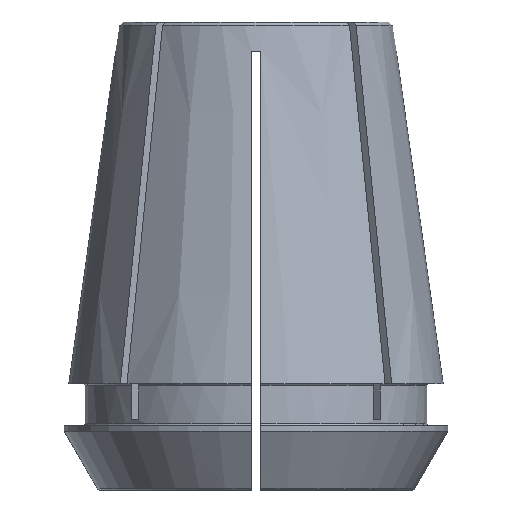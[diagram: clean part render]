
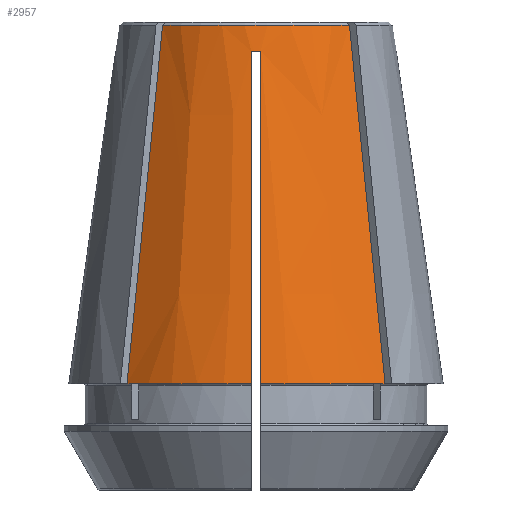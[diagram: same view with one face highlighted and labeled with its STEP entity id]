
A CAD part, front view. The second image highlights one B-rep face of the part: STEP entity #2957.
In plain terms, the highlighted conical face has half-angle 8 degrees and reference radius 11.657 mm.
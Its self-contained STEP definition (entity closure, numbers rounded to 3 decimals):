
#144=B_SPLINE_CURVE_WITH_KNOTS('',3,(#4509,#4510,#4511,#4512,#4513,#4514,
#4515,#4516,#4517,#4518),.UNSPECIFIED.,.F.,.F.,(4,3,3,4),(0.018,
0.022,0.044,0.047),.UNSPECIFIED.);
#147=B_SPLINE_CURVE_WITH_KNOTS('',3,(#4574,#4575,#4576,#4577,#4578,#4579,
#4580),.UNSPECIFIED.,.F.,.F.,(4,3,4),(0.,0.021,
0.031),.UNSPECIFIED.);
#157=B_SPLINE_CURVE_WITH_KNOTS('',3,(#5014,#5015,#5016,#5017),
 .UNSPECIFIED.,.F.,.F.,(4,4),(0.,0.031),
 .UNSPECIFIED.);
#158=B_SPLINE_CURVE_WITH_KNOTS('',3,(#5020,#5021,#5022,#5023,#5024,#5025,
#5026,#5027,#5028,#5029),.UNSPECIFIED.,.F.,.F.,(4,3,3,4),(0.018,
0.022,0.044,0.047),.UNSPECIFIED.);
#228=CIRCLE('',#3081,12.009);
#311=CIRCLE('',#3241,11.699);
#312=CIRCLE('',#3243,16.);
#313=CIRCLE('',#3244,16.);
#828=ORIENTED_EDGE('',*,*,#1603,.T.);
#829=ORIENTED_EDGE('',*,*,#1604,.T.);
#830=ORIENTED_EDGE('',*,*,#1601,.F.);
#831=ORIENTED_EDGE('',*,*,#1402,.T.);
#832=ORIENTED_EDGE('',*,*,#1605,.T.);
#833=ORIENTED_EDGE('',*,*,#1606,.F.);
#834=ORIENTED_EDGE('',*,*,#1360,.F.);
#835=ORIENTED_EDGE('',*,*,#1377,.T.);
#1360=EDGE_CURVE('',#1807,#1809,#228,.T.);
#1377=EDGE_CURVE('',#1807,#1822,#144,.T.);
#1402=EDGE_CURVE('',#1844,#1843,#147,.T.);
#1601=EDGE_CURVE('',#1844,#1974,#311,.T.);
#1603=EDGE_CURVE('',#1822,#1975,#312,.T.);
#1604=EDGE_CURVE('',#1975,#1974,#157,.T.);
#1605=EDGE_CURVE('',#1843,#1976,#313,.T.);
#1606=EDGE_CURVE('',#1809,#1976,#158,.T.);
#1807=VERTEX_POINT('',#4466);
#1809=VERTEX_POINT('',#4469);
#1822=VERTEX_POINT('',#4508);
#1843=VERTEX_POINT('',#4573);
#1844=VERTEX_POINT('',#4581);
#1974=VERTEX_POINT('',#5009);
#1975=VERTEX_POINT('',#5013);
#1976=VERTEX_POINT('',#5019);
#2625=EDGE_LOOP('',(#828,#829,#830,#831,#832,#833,#834,#835));
#2777=FACE_BOUND('',#2625,.T.);
#2848=CONICAL_SURFACE('',#3242,11.657,0.14);
#2957=ADVANCED_FACE('',(#2777),#2848,.T.);
#3081=AXIS2_PLACEMENT_3D('',#4468,#3498,#3499);
#3241=AXIS2_PLACEMENT_3D('',#5008,#3960,#3961);
#3242=AXIS2_PLACEMENT_3D('',#5011,#3963,#3964);
#3243=AXIS2_PLACEMENT_3D('',#5012,#3965,#3966);
#3244=AXIS2_PLACEMENT_3D('',#5018,#3967,#3968);
#3498=DIRECTION('',(0.,0.,-1.));
#3499=DIRECTION('',(-1.,0.,0.));
#3960=DIRECTION('',(0.,0.,1.));
#3961=DIRECTION('',(1.,0.,0.));
#3963=DIRECTION('',(0.,0.,-1.));
#3964=DIRECTION('',(-1.,0.,0.));
#3965=DIRECTION('',(0.,0.,1.));
#3966=DIRECTION('',(1.,0.,0.));
#3967=DIRECTION('',(0.,0.,1.));
#3968=DIRECTION('',(1.,0.,0.));
#4466=CARTESIAN_POINT('',(0.4,-12.002,32.));
#4468=CARTESIAN_POINT('',(0.,0.,32.));
#4469=CARTESIAN_POINT('',(-0.4,-12.002,32.));
#4508=CARTESIAN_POINT('',(0.4,-15.995,3.6));
#4509=CARTESIAN_POINT('',(0.4,-12.002,32.));
#4510=CARTESIAN_POINT('',(0.4,-12.169,30.811));
#4511=CARTESIAN_POINT('',(0.4,-12.336,29.622));
#4512=CARTESIAN_POINT('',(0.4,-12.503,28.433));
#4513=CARTESIAN_POINT('',(0.4,-13.523,21.184));
#4514=CARTESIAN_POINT('',(0.4,-14.542,13.934));
#4515=CARTESIAN_POINT('',(0.4,-15.561,6.684));
#4516=CARTESIAN_POINT('',(0.4,-15.706,5.656));
#4517=CARTESIAN_POINT('',(0.4,-15.85,4.628));
#4518=CARTESIAN_POINT('',(0.4,-15.995,3.6));
#4573=CARTESIAN_POINT('',(-11.027,-11.593,3.6));
#4574=CARTESIAN_POINT('',(-7.985,-8.55,34.203));
#4575=CARTESIAN_POINT('',(-8.659,-9.225,27.423));
#4576=CARTESIAN_POINT('',(-9.333,-9.899,20.643));
#4577=CARTESIAN_POINT('',(-10.007,-10.573,13.864));
#4578=CARTESIAN_POINT('',(-10.347,-10.913,10.442));
#4579=CARTESIAN_POINT('',(-10.687,-11.253,7.021));
#4580=CARTESIAN_POINT('',(-11.027,-11.593,3.6));
#4581=CARTESIAN_POINT('',(-7.985,-8.55,34.203));
#5008=CARTESIAN_POINT('',(0.,0.,34.203));
#5009=CARTESIAN_POINT('',(7.985,-8.55,34.203));
#5011=CARTESIAN_POINT('',(0.,0.,34.5));
#5012=CARTESIAN_POINT('',(0.,0.,3.6));
#5013=CARTESIAN_POINT('',(11.027,-11.593,3.6));
#5014=CARTESIAN_POINT('',(11.027,-11.593,3.6));
#5015=CARTESIAN_POINT('',(10.013,-10.579,13.801));
#5016=CARTESIAN_POINT('',(8.999,-9.565,24.002));
#5017=CARTESIAN_POINT('',(7.985,-8.55,34.203));
#5018=CARTESIAN_POINT('',(0.,0.,3.6));
#5019=CARTESIAN_POINT('',(-0.4,-15.995,3.6));
#5020=CARTESIAN_POINT('',(-0.4,-12.002,32.));
#5021=CARTESIAN_POINT('',(-0.4,-12.169,30.811));
#5022=CARTESIAN_POINT('',(-0.4,-12.336,29.622));
#5023=CARTESIAN_POINT('',(-0.4,-12.503,28.433));
#5024=CARTESIAN_POINT('',(-0.4,-13.523,21.184));
#5025=CARTESIAN_POINT('',(-0.4,-14.542,13.934));
#5026=CARTESIAN_POINT('',(-0.4,-15.561,6.684));
#5027=CARTESIAN_POINT('',(-0.4,-15.706,5.656));
#5028=CARTESIAN_POINT('',(-0.4,-15.85,4.628));
#5029=CARTESIAN_POINT('',(-0.4,-15.995,3.6));
